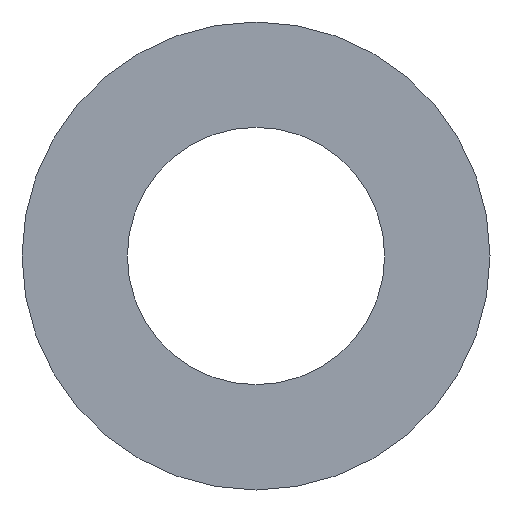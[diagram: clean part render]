
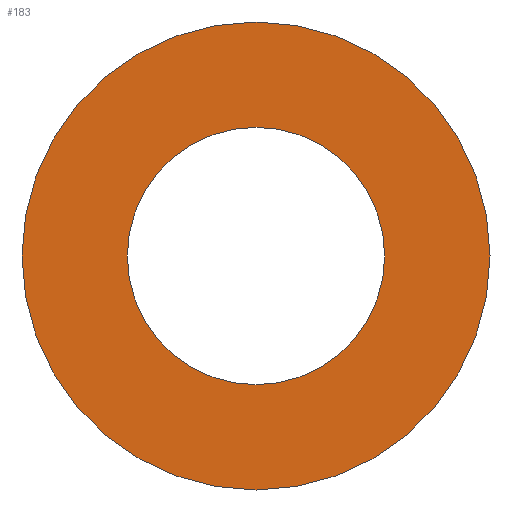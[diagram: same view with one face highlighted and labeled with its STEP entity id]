
A CAD part, left-side view. The second image highlights one B-rep face of the part: STEP entity #183.
In plain terms, the highlighted planar face has unit normal (-1, 0, 0).
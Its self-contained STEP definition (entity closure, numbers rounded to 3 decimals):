
#3 = ORIENTED_EDGE ( 'NONE', *, *, #43, .T. ) ;
#5 = DIRECTION ( 'NONE',  ( 1., 0., 0. ) ) ;
#9 = DIRECTION ( 'NONE',  ( 1., 0., 0. ) ) ;
#12 = AXIS2_PLACEMENT_3D ( 'NONE', #26, #181, #108 ) ;
#14 = CARTESIAN_POINT ( 'NONE',  ( -3., 0., 0. ) ) ;
#20 = EDGE_LOOP ( 'NONE', ( #60, #3 ) ) ;
#24 = VERTEX_POINT ( 'NONE', #214 ) ;
#26 = CARTESIAN_POINT ( 'NONE',  ( -3., 0., 0. ) ) ;
#28 = CARTESIAN_POINT ( 'NONE',  ( -3., 0., 0. ) ) ;
#42 = CARTESIAN_POINT ( 'NONE',  ( -3., 0., 0. ) ) ;
#43 = EDGE_CURVE ( 'NONE', #24, #233, #69, .T. ) ;
#44 = DIRECTION ( 'NONE',  ( 0., 0., -1. ) ) ;
#50 = FACE_BOUND ( 'NONE', #20, .T. ) ;
#55 = VERTEX_POINT ( 'NONE', #234 ) ;
#60 = ORIENTED_EDGE ( 'NONE', *, *, #114, .T. ) ;
#65 = DIRECTION ( 'NONE',  ( 0., 0., -1. ) ) ;
#69 = CIRCLE ( 'NONE', #142, 22. ) ;
#78 = DIRECTION ( 'NONE',  ( 0., 0., -1. ) ) ;
#80 = AXIS2_PLACEMENT_3D ( 'NONE', #28, #182, #44 ) ;
#81 = AXIS2_PLACEMENT_3D ( 'NONE', #14, #179, #65 ) ;
#108 = DIRECTION ( 'NONE',  ( 0., 0., -1. ) ) ;
#114 = EDGE_CURVE ( 'NONE', #233, #24, #188, .T. ) ;
#142 = AXIS2_PLACEMENT_3D ( 'NONE', #42, #5, #78 ) ;
#146 = CIRCLE ( 'NONE', #12, 40. ) ;
#173 = ORIENTED_EDGE ( 'NONE', *, *, #177, .F. ) ;
#174 = VERTEX_POINT ( 'NONE', #242 ) ;
#177 = EDGE_CURVE ( 'NONE', #174, #55, #146, .T. ) ;
#178 = EDGE_LOOP ( 'NONE', ( #173, #194 ) ) ;
#179 = DIRECTION ( 'NONE',  ( 1., 0., 0. ) ) ;
#181 = DIRECTION ( 'NONE',  ( 1., 0., 0. ) ) ;
#182 = DIRECTION ( 'NONE',  ( 1., 0., 0. ) ) ;
#183 = ADVANCED_FACE ( 'NONE', ( #50, #241 ), #224, .F. ) ;
#188 = CIRCLE ( 'NONE', #80, 22. ) ;
#194 = ORIENTED_EDGE ( 'NONE', *, *, #199, .F. ) ;
#199 = EDGE_CURVE ( 'NONE', #55, #174, #230, .T. ) ;
#200 = DIRECTION ( 'NONE',  ( 0., 0., -1. ) ) ;
#206 = AXIS2_PLACEMENT_3D ( 'NONE', #238, #9, #200 ) ;
#214 = CARTESIAN_POINT ( 'NONE',  ( -3., 0., 22. ) ) ;
#219 = CARTESIAN_POINT ( 'NONE',  ( -3., 0., -22. ) ) ;
#224 = PLANE ( 'NONE',  #81 ) ;
#230 = CIRCLE ( 'NONE', #206, 40. ) ;
#233 = VERTEX_POINT ( 'NONE', #219 ) ;
#234 = CARTESIAN_POINT ( 'NONE',  ( -3., 0., 40. ) ) ;
#238 = CARTESIAN_POINT ( 'NONE',  ( -3., 0., 0. ) ) ;
#241 = FACE_OUTER_BOUND ( 'NONE', #178, .T. ) ;
#242 = CARTESIAN_POINT ( 'NONE',  ( -3., 0., -40. ) ) ;
